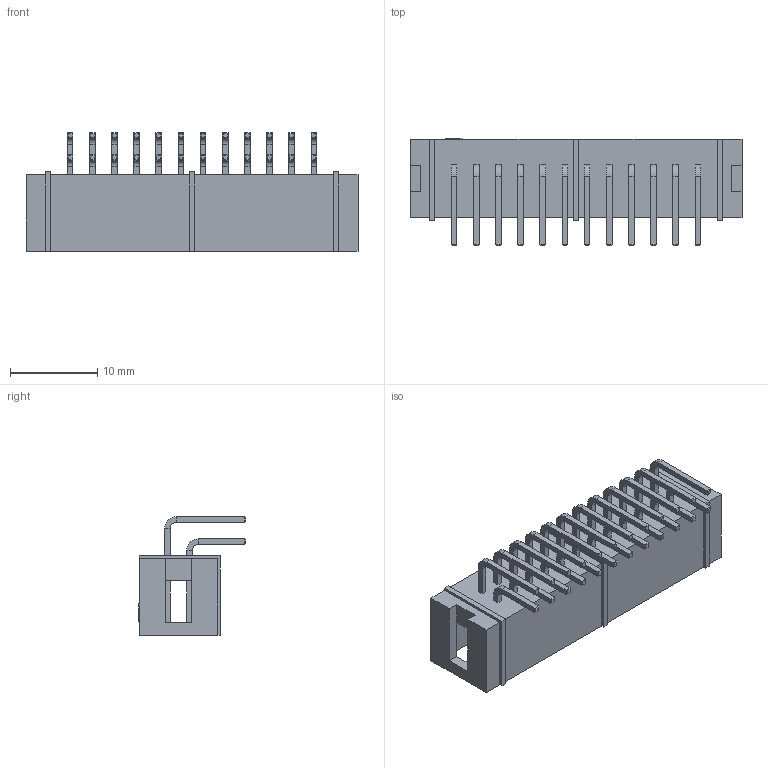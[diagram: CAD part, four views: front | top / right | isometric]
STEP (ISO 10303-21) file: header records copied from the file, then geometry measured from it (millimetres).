
FILE_DESCRIPTION (( 'STEP AP214' ), '1' );
FILE_NAME ('BHR-24.step', '2021-01-16T20:00:52', ( '' ), ( '' ), 'SwSTEP 2.0', 'SolidWorks 2020', '' );
FILE_SCHEMA (( 'AUTOMOTIVE_DESIGN' ));
Length unit declared in the file: millimetre
Products named in the file (1): BHR-24
Bounding box: 38.08 x 12.3 x 13.6 mm (x, y, z)
Volume: 1602.1 mm3; surface area: 3275.8 mm2
Topology: 25 solids, 25 shells, 769 faces, 1678 edges, 956 vertices
Faces by surface type: plane 721, cylinder 48
Entity records: 27222 total; most frequent: CARTESIAN_POINT 3404, ORIENTED_EDGE 3356, DIRECTION 3314, EDGE_CURVE 1678, LINE 1582, VECTOR 1582, VERTEX_POINT 956, AXIS2_PLACEMENT_3D 866
